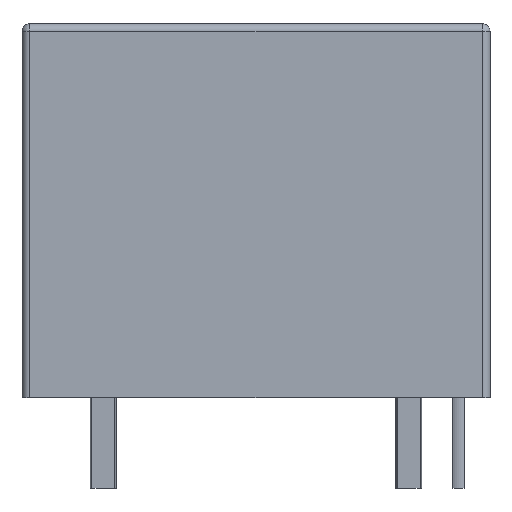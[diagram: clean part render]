
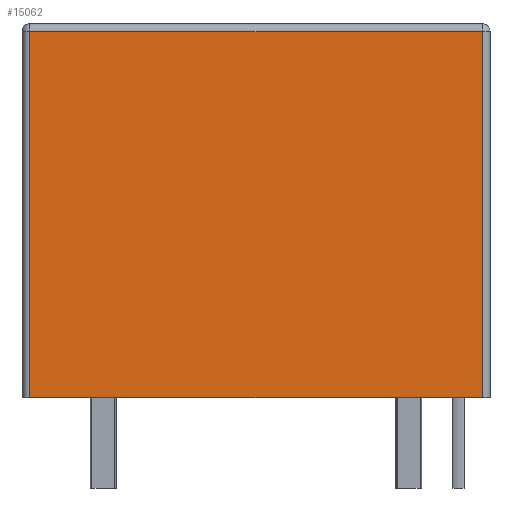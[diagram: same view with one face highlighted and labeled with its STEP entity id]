
A CAD part, front view. The second image highlights one B-rep face of the part: STEP entity #15062.
In plain terms, the highlighted planar face has unit normal (0, -1, 0).
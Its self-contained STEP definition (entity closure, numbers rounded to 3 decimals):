
#590=PLANE('',#15780);
#1351=LINE('',#20832,#2397);
#1361=LINE('',#20858,#2407);
#1362=LINE('',#20860,#2408);
#1363=LINE('',#20862,#2409);
#2397=VECTOR('',#16707,1000.);
#2407=VECTOR('',#16727,1000.);
#2408=VECTOR('',#16728,1000.);
#2409=VECTOR('',#16729,1000.);
#3565=ORIENTED_EDGE('',*,*,#6605,.T.);
#3566=ORIENTED_EDGE('',*,*,#6618,.T.);
#3567=ORIENTED_EDGE('',*,*,#6619,.T.);
#3568=ORIENTED_EDGE('',*,*,#6620,.T.);
#6605=EDGE_CURVE('',#8128,#8127,#1351,.T.);
#6618=EDGE_CURVE('',#8127,#8139,#1361,.F.);
#6619=EDGE_CURVE('',#8139,#8140,#1362,.F.);
#6620=EDGE_CURVE('',#8140,#8128,#1363,.T.);
#8127=VERTEX_POINT('',#20831);
#8128=VERTEX_POINT('',#20833);
#8139=VERTEX_POINT('',#20859);
#8140=VERTEX_POINT('',#20861);
#8951=EDGE_LOOP('',(#3565,#3566,#3567,#3568));
#9731=FACE_BOUND('',#8951,.T.);
#15062=ADVANCED_FACE('',(#9731),#590,.F.);
#15780=AXIS2_PLACEMENT_3D('',#20857,#16725,#16726);
#16707=DIRECTION('',(1.,0.,0.));
#16725=DIRECTION('',(0.,1.,0.));
#16726=DIRECTION('',(-1.,0.,0.));
#16727=DIRECTION('',(0.,0.,-1.));
#16728=DIRECTION('',(1.,0.,0.));
#16729=DIRECTION('',(0.,0.,-1.));
#20831=CARTESIAN_POINT('',(9.039,-7.544,0.));
#20832=CARTESIAN_POINT('',(-9.347,-7.544,0.));
#20833=CARTESIAN_POINT('',(-9.039,-7.544,0.));
#20857=CARTESIAN_POINT('',(-9.347,-7.544,14.935));
#20858=CARTESIAN_POINT('',(9.039,-7.544,14.935));
#20859=CARTESIAN_POINT('',(9.039,-7.544,14.627));
#20860=CARTESIAN_POINT('',(-9.347,-7.544,14.627));
#20861=CARTESIAN_POINT('',(-9.039,-7.544,14.627));
#20862=CARTESIAN_POINT('',(-9.039,-7.544,14.935));
